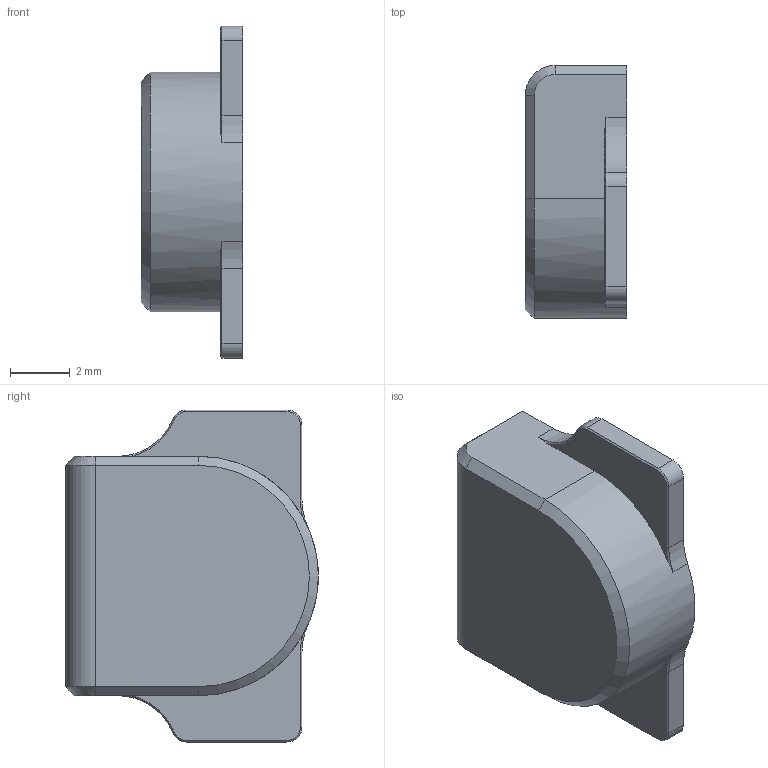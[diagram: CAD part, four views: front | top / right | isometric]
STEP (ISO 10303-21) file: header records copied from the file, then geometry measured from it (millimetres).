
FILE_DESCRIPTION(('FreeCAD Model'),'2;1');
FILE_NAME('Open CASCADE Shape Model','2024-07-13T03:05:10',(''),(''), 'Open CASCADE STEP processor 7.6','FreeCAD','Unknown');
FILE_SCHEMA(('AUTOMOTIVE_DESIGN { 1 0 10303 214 1 1 1 1 }'));
Length unit declared in the file: millimetre
Products named in the file (1): Button1
Bounding box: 3.4 x 8.45 x 11.1 mm (x, y, z)
Volume: 217.4 mm3; surface area: 254 mm2
Topology: 1 solids, 1 shells, 40 faces, 98 edges, 60 vertices
Faces by surface type: plane 19, cone 11, cylinder 10
Entity records: 1199 total; most frequent: DIRECTION 213, CARTESIAN_POINT 211, ORIENTED_EDGE 196, EDGE_CURVE 98, AXIS2_PLACEMENT_3D 76, LINE 61, VECTOR 61, VERTEX_POINT 60
